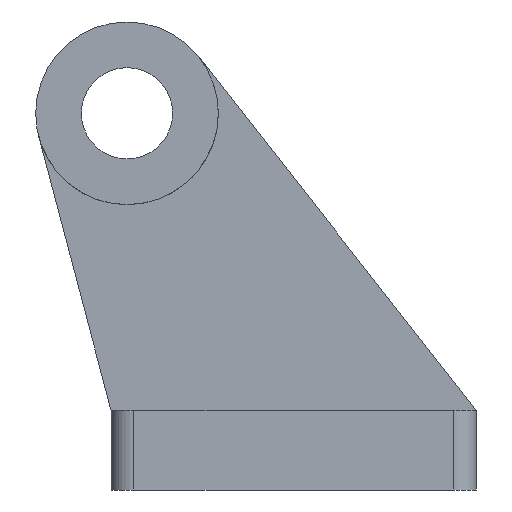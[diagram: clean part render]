
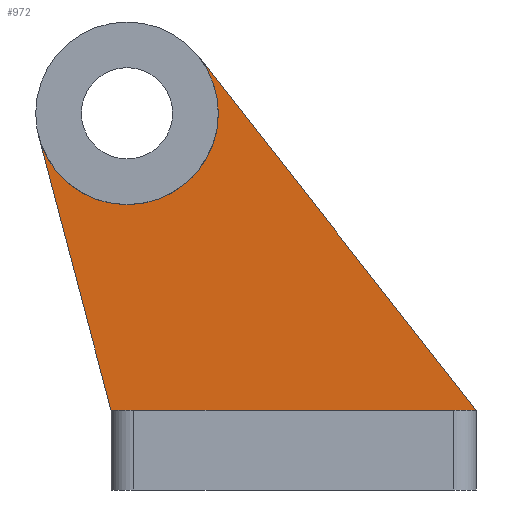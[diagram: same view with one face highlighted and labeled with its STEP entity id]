
A CAD part, front view. The second image highlights one B-rep face of the part: STEP entity #972.
In plain terms, the highlighted planar face has unit normal (0, -1, 0).
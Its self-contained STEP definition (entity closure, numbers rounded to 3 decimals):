
#8 = AXIS2_PLACEMENT_3D ( 'NONE', #579, #561, #560 ) ;
#16 = AXIS2_PLACEMENT_3D ( 'NONE', #605, #604, #603 ) ;
#38 = EDGE_CURVE ( 'NONE', #764, #783, #245, .T. ) ;
#63 = AXIS2_PLACEMENT_3D ( 'NONE', #794, #946, #949 ) ;
#82 = EDGE_CURVE ( 'NONE', #764, #781, #395, .T. ) ;
#105 = EDGE_CURVE ( 'NONE', #763, #783, #207, .T. ) ;
#141 = EDGE_CURVE ( 'NONE', #619, #763, #379, .T. ) ;
#147 = EDGE_CURVE ( 'NONE', #781, #619, #391, .T. ) ;
#163 = EDGE_LOOP ( 'NONE', ( #312, #448, #290, #280, #265 ) ) ;
#207 = CIRCLE ( 'NONE', #16, 40. ) ;
#236 = VECTOR ( 'NONE', #654, 1000. ) ;
#245 = LINE ( 'NONE', #713, #398 ) ;
#265 = ORIENTED_EDGE ( 'NONE', *, *, #105, .F. ) ;
#280 = ORIENTED_EDGE ( 'NONE', *, *, #38, .T. ) ;
#290 = ORIENTED_EDGE ( 'NONE', *, *, #82, .F. ) ;
#312 = ORIENTED_EDGE ( 'NONE', *, *, #141, .F. ) ;
#379 = CIRCLE ( 'NONE', #8, 40. ) ;
#391 = LINE ( 'NONE', #552, #396 ) ;
#395 = LINE ( 'NONE', #655, #236 ) ;
#396 = VECTOR ( 'NONE', #551, 1000. ) ;
#398 = VECTOR ( 'NONE', #711, 1000. ) ;
#448 = ORIENTED_EDGE ( 'NONE', *, *, #147, .F. ) ;
#507 = FACE_OUTER_BOUND ( 'NONE', #163, .T. ) ;
#537 = CARTESIAN_POINT ( 'NONE',  ( -31.671, 81., 154.775 ) ) ;
#551 = DIRECTION ( 'NONE',  ( -0.256, 0., 0.967 ) ) ;
#552 = CARTESIAN_POINT ( 'NONE',  ( -29.218, 81., 145.497 ) ) ;
#560 = DIRECTION ( 'NONE',  ( 0., 0., 1. ) ) ;
#561 = DIRECTION ( 'NONE',  ( 0., -1., 0. ) ) ;
#579 = CARTESIAN_POINT ( 'NONE',  ( 7., 81., 165. ) ) ;
#603 = DIRECTION ( 'NONE',  ( 0., 0., 1. ) ) ;
#604 = DIRECTION ( 'NONE',  ( 0., -1., 0. ) ) ;
#605 = CARTESIAN_POINT ( 'NONE',  ( 7., 81., 165. ) ) ;
#619 = VERTEX_POINT ( 'NONE', #537 ) ;
#654 = DIRECTION ( 'NONE',  ( -1., 0., 0. ) ) ;
#655 = CARTESIAN_POINT ( 'NONE',  ( -140.309, 81., 35. ) ) ;
#711 = DIRECTION ( 'NONE',  ( -0.618, 0., 0.786 ) ) ;
#713 = CARTESIAN_POINT ( 'NONE',  ( 5.977, 81., 231.05 ) ) ;
#763 = VERTEX_POINT ( 'NONE', #841 ) ;
#764 = VERTEX_POINT ( 'NONE', #892 ) ;
#781 = VERTEX_POINT ( 'NONE', #805 ) ;
#783 = VERTEX_POINT ( 'NONE', #825 ) ;
#794 = CARTESIAN_POINT ( 'NONE',  ( -140.309, 81., 116.123 ) ) ;
#795 = PLANE ( 'NONE',  #63 ) ;
#805 = CARTESIAN_POINT ( 'NONE',  ( 0., 81., 35. ) ) ;
#825 = CARTESIAN_POINT ( 'NONE',  ( 38.454, 81., 189.711 ) ) ;
#841 = CARTESIAN_POINT ( 'NONE',  ( 7., 81., 125. ) ) ;
#892 = CARTESIAN_POINT ( 'NONE',  ( 160., 81., 35. ) ) ;
#946 = DIRECTION ( 'NONE',  ( 0., 1., 0. ) ) ;
#949 = DIRECTION ( 'NONE',  ( 0., 0., 1. ) ) ;
#972 = ADVANCED_FACE ( 'NONE', ( #507 ), #795, .F. ) ;
